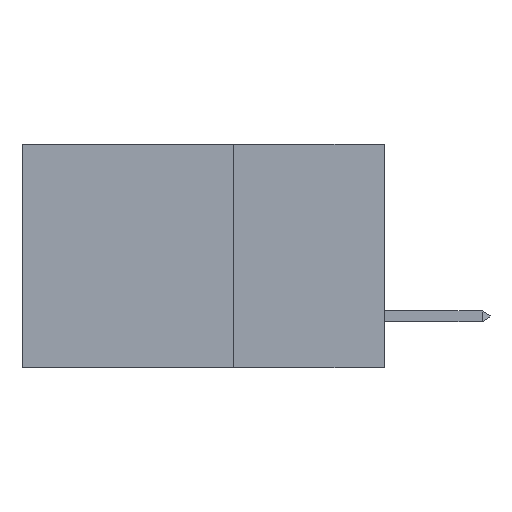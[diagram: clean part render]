
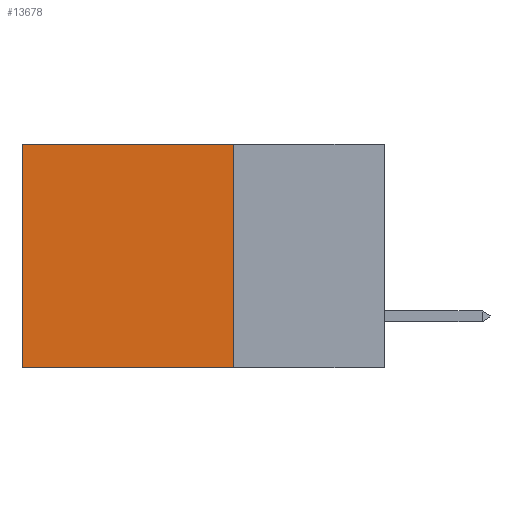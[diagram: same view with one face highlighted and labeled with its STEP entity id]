
A CAD part, left-side view. The second image highlights one B-rep face of the part: STEP entity #13678.
In plain terms, the highlighted planar face has unit normal (-1, 0, 0).
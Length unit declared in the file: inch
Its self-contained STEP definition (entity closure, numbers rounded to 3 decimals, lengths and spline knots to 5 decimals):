
#802 = CARTESIAN_POINT ( 'NONE',  ( 0.2875, 0.25, -0.37 ) ) ;
#1237 = CARTESIAN_POINT ( 'NONE',  ( 0.2875, 0.6, 0. ) ) ;
#4941 = DIRECTION ( 'NONE',  ( 0., 0., -1. ) ) ;
#5539 = ORIENTED_EDGE ( 'NONE', *, *, #42922, .F. ) ;
#6118 = DIRECTION ( 'NONE',  ( 0., 1., 0. ) ) ;
#6452 = EDGE_CURVE ( 'NONE', #11886, #10626, #40101, .T. ) ;
#8294 = PLANE ( 'NONE',  #43676 ) ;
#10160 = EDGE_CURVE ( 'NONE', #11886, #11772, #38816, .T. ) ;
#10299 = EDGE_LOOP ( 'NONE', ( #30671, #5539, #24568, #41003 ) ) ;
#10626 = VERTEX_POINT ( 'NONE', #1237 ) ;
#10950 = CARTESIAN_POINT ( 'NONE',  ( 0.2875, 0.6, 0. ) ) ;
#11772 = VERTEX_POINT ( 'NONE', #802 ) ;
#11886 = VERTEX_POINT ( 'NONE', #35649 ) ;
#12746 = CARTESIAN_POINT ( 'NONE',  ( 0.2875, 0.6, -0.37 ) ) ;
#13678 = ADVANCED_FACE ( 'NONE', ( #31629 ), #8294, .F. ) ;
#16542 = CARTESIAN_POINT ( 'NONE',  ( 0.2875, 0.25, 0. ) ) ;
#17947 = DIRECTION ( 'NONE',  ( 0., 1., 0. ) ) ;
#18063 = DIRECTION ( 'NONE',  ( 0., 0., -1. ) ) ;
#18266 = VERTEX_POINT ( 'NONE', #12746 ) ;
#18736 = VECTOR ( 'NONE', #4941, 39.37008 ) ;
#21300 = EDGE_CURVE ( 'NONE', #10626, #18266, #21603, .T. ) ;
#21603 = LINE ( 'NONE', #10950, #18736 ) ;
#24568 = ORIENTED_EDGE ( 'NONE', *, *, #10160, .F. ) ;
#24740 = CARTESIAN_POINT ( 'NONE',  ( 0.2875, 0.25, 0. ) ) ;
#25036 = DIRECTION ( 'NONE',  ( 0., 0., -1. ) ) ;
#28653 = VECTOR ( 'NONE', #25036, 39.37008 ) ;
#28735 = DIRECTION ( 'NONE',  ( 1., 0., 0. ) ) ;
#30671 = ORIENTED_EDGE ( 'NONE', *, *, #21300, .T. ) ;
#31629 = FACE_OUTER_BOUND ( 'NONE', #10299, .T. ) ;
#35296 = LINE ( 'NONE', #41946, #37322 ) ;
#35649 = CARTESIAN_POINT ( 'NONE',  ( 0.2875, 0.25, 0. ) ) ;
#37322 = VECTOR ( 'NONE', #17947, 39.37008 ) ;
#38045 = VECTOR ( 'NONE', #6118, 39.37008 ) ;
#38816 = LINE ( 'NONE', #41925, #28653 ) ;
#40101 = LINE ( 'NONE', #16542, #38045 ) ;
#41003 = ORIENTED_EDGE ( 'NONE', *, *, #6452, .T. ) ;
#41925 = CARTESIAN_POINT ( 'NONE',  ( 0.2875, 0.25, 0. ) ) ;
#41946 = CARTESIAN_POINT ( 'NONE',  ( 0.2875, 0.25, -0.37 ) ) ;
#42922 = EDGE_CURVE ( 'NONE', #11772, #18266, #35296, .T. ) ;
#43676 = AXIS2_PLACEMENT_3D ( 'NONE', #24740, #28735, #18063 ) ;
